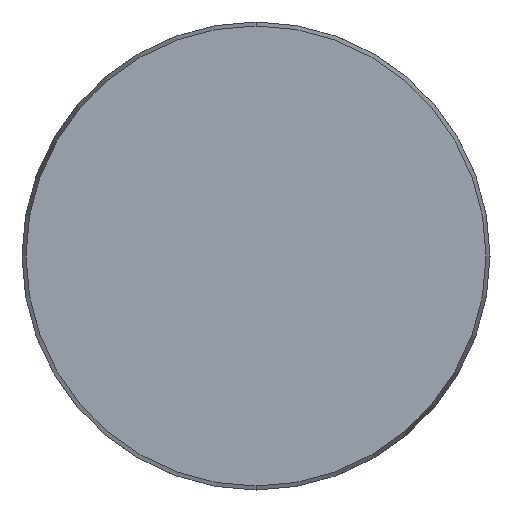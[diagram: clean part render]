
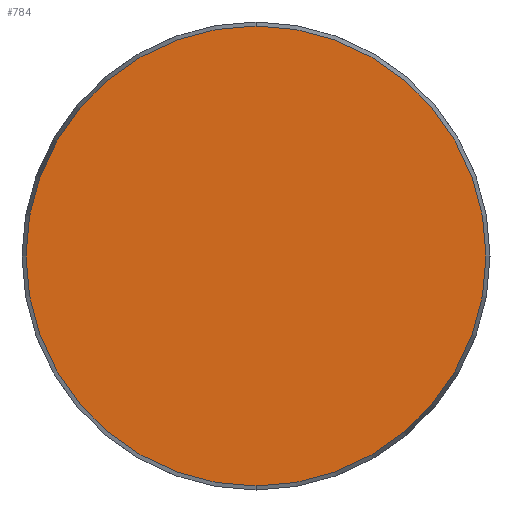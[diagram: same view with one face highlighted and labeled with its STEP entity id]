
A CAD part, front view. The second image highlights one B-rep face of the part: STEP entity #784.
In plain terms, the highlighted planar face has unit normal (0, -1, 0).
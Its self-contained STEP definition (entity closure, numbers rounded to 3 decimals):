
#38 = ORIENTED_EDGE ( 'NONE', *, *, #821, .T. ) ;
#51 = DIRECTION ( 'NONE',  ( 0., 0., -1. ) ) ;
#67 = CIRCLE ( 'NONE', #741, 49.143 ) ;
#105 = DIRECTION ( 'NONE',  ( 0., 1., 0. ) ) ;
#128 = DIRECTION ( 'NONE',  ( 0., -1., 0. ) ) ;
#136 = CARTESIAN_POINT ( 'NONE',  ( 0., 0., -49.143 ) ) ;
#206 = CIRCLE ( 'NONE', #694, 49.143 ) ;
#343 = DIRECTION ( 'NONE',  ( 0., 0., 1. ) ) ;
#399 = AXIS2_PLACEMENT_3D ( 'NONE', #491, #105, #343 ) ;
#420 = ORIENTED_EDGE ( 'NONE', *, *, #973, .T. ) ;
#421 = FACE_OUTER_BOUND ( 'NONE', #811, .T. ) ;
#439 = CARTESIAN_POINT ( 'NONE',  ( 0., 0., 49.143 ) ) ;
#487 = DIRECTION ( 'NONE',  ( 0., 0., -1. ) ) ;
#491 = CARTESIAN_POINT ( 'NONE',  ( -49.143, 0., 0. ) ) ;
#494 = PLANE ( 'NONE',  #399 ) ;
#576 = DIRECTION ( 'NONE',  ( 0., -1., 0. ) ) ;
#694 = AXIS2_PLACEMENT_3D ( 'NONE', #803, #576, #487 ) ;
#741 = AXIS2_PLACEMENT_3D ( 'NONE', #994, #128, #51 ) ;
#784 = ADVANCED_FACE ( 'NONE', ( #421 ), #494, .F. ) ;
#803 = CARTESIAN_POINT ( 'NONE',  ( 0., 0., 0. ) ) ;
#811 = EDGE_LOOP ( 'NONE', ( #38, #420 ) ) ;
#821 = EDGE_CURVE ( 'NONE', #902, #965, #206, .T. ) ;
#902 = VERTEX_POINT ( 'NONE', #439 ) ;
#965 = VERTEX_POINT ( 'NONE', #136 ) ;
#973 = EDGE_CURVE ( 'NONE', #965, #902, #67, .T. ) ;
#994 = CARTESIAN_POINT ( 'NONE',  ( 0., 0., 0. ) ) ;
